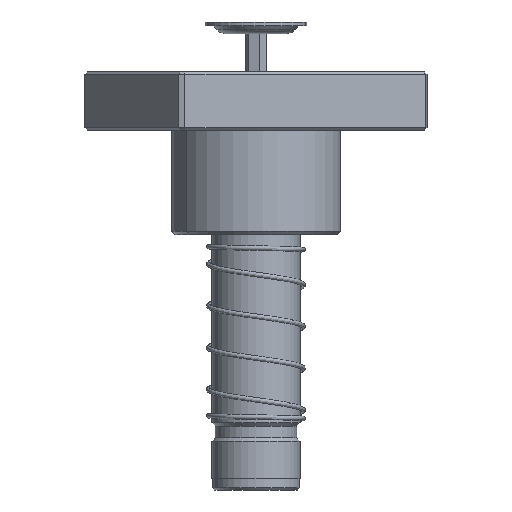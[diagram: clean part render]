
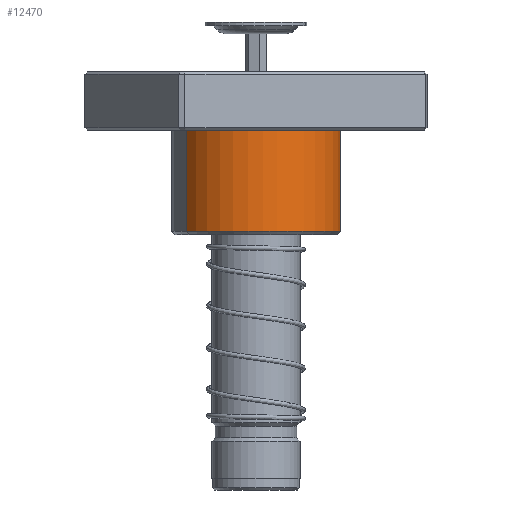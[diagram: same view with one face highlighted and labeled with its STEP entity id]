
A CAD part, front view. The second image highlights one B-rep face of the part: STEP entity #12470.
In plain terms, the highlighted cylindrical face has radius 36.5 mm (diameter 73 mm), a partial arc.
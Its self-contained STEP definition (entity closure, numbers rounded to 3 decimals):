
#1096 = VERTEX_POINT ( 'NONE', #48157 ) ;
#1413 = ORIENTED_EDGE ( 'NONE', *, *, #12686, .T. ) ;
#2234 = EDGE_CURVE ( 'NONE', #4775, #9616, #11599, .T. ) ;
#3136 = EDGE_CURVE ( 'NONE', #43030, #10769, #15833, .T. ) ;
#4775 = VERTEX_POINT ( 'NONE', #17438 ) ;
#4953 = FACE_OUTER_BOUND ( 'NONE', #28904, .T. ) ;
#9616 = VERTEX_POINT ( 'NONE', #23350 ) ;
#10769 = VERTEX_POINT ( 'NONE', #36254 ) ;
#11599 = LINE ( 'NONE', #35379, #24933 ) ;
#11993 = CARTESIAN_POINT ( 'NONE',  ( 36.5, 0., 68.5 ) ) ;
#12147 = DIRECTION ( 'NONE',  ( 0., 0., -1. ) ) ;
#12470 = ADVANCED_FACE ( 'NONE', ( #4953 ), #48657, .T. ) ;
#12686 = EDGE_CURVE ( 'NONE', #9616, #1096, #49899, .T. ) ;
#13926 = ORIENTED_EDGE ( 'NONE', *, *, #30521, .T. ) ;
#14255 = CARTESIAN_POINT ( 'NONE',  ( 0., 0., 25. ) ) ;
#15701 = DIRECTION ( 'NONE',  ( 0., 0., -1. ) ) ;
#15833 = LINE ( 'NONE', #22943, #30412 ) ;
#16975 = DIRECTION ( 'NONE',  ( -1., 0., 0. ) ) ;
#17438 = CARTESIAN_POINT ( 'NONE',  ( -36.5, 0., 68.5 ) ) ;
#18159 = CIRCLE ( 'NONE', #49508, 36.5 ) ;
#18328 = DIRECTION ( 'NONE',  ( 1., 0., 0. ) ) ;
#19690 = DIRECTION ( 'NONE',  ( 0., 0., -1. ) ) ;
#20312 = AXIS2_PLACEMENT_3D ( 'NONE', #30918, #49730, #16975 ) ;
#20616 = AXIS2_PLACEMENT_3D ( 'NONE', #14255, #45447, #18328 ) ;
#22943 = CARTESIAN_POINT ( 'NONE',  ( 36.5, 0., 70. ) ) ;
#23350 = CARTESIAN_POINT ( 'NONE',  ( -36.5, 0., 25. ) ) ;
#23854 = CARTESIAN_POINT ( 'NONE',  ( 0., 0., 68.5 ) ) ;
#24628 = ORIENTED_EDGE ( 'NONE', *, *, #3136, .F. ) ;
#24933 = VECTOR ( 'NONE', #12147, 1000. ) ;
#27005 = CARTESIAN_POINT ( 'NONE',  ( 0., 0., 25. ) ) ;
#28904 = EDGE_LOOP ( 'NONE', ( #24628, #13926, #37211, #1413, #29458 ) ) ;
#29458 = ORIENTED_EDGE ( 'NONE', *, *, #36697, .T. ) ;
#30412 = VECTOR ( 'NONE', #19690, 1000. ) ;
#30521 = EDGE_CURVE ( 'NONE', #43030, #4775, #18159, .T. ) ;
#30918 = CARTESIAN_POINT ( 'NONE',  ( 0., 0., 70. ) ) ;
#31313 = DIRECTION ( 'NONE',  ( 1., 0., 0. ) ) ;
#34155 = AXIS2_PLACEMENT_3D ( 'NONE', #27005, #50048, #46317 ) ;
#35379 = CARTESIAN_POINT ( 'NONE',  ( -36.5, 0., 70. ) ) ;
#36254 = CARTESIAN_POINT ( 'NONE',  ( 36.5, 0., 25. ) ) ;
#36697 = EDGE_CURVE ( 'NONE', #1096, #10769, #40983, .T. ) ;
#37211 = ORIENTED_EDGE ( 'NONE', *, *, #2234, .T. ) ;
#40983 = CIRCLE ( 'NONE', #34155, 36.5 ) ;
#43030 = VERTEX_POINT ( 'NONE', #11993 ) ;
#45447 = DIRECTION ( 'NONE',  ( 0., 0., 1. ) ) ;
#46317 = DIRECTION ( 'NONE',  ( 1., 0., 0. ) ) ;
#48157 = CARTESIAN_POINT ( 'NONE',  ( 0., -36.5, 25. ) ) ;
#48657 = CYLINDRICAL_SURFACE ( 'NONE', #20312, 36.5 ) ;
#49508 = AXIS2_PLACEMENT_3D ( 'NONE', #23854, #15701, #31313 ) ;
#49730 = DIRECTION ( 'NONE',  ( 0., 0., -1. ) ) ;
#49899 = CIRCLE ( 'NONE', #20616, 36.5 ) ;
#50048 = DIRECTION ( 'NONE',  ( 0., 0., 1. ) ) ;
